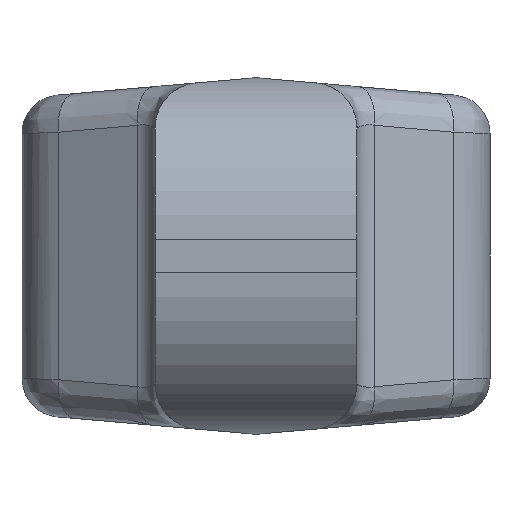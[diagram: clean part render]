
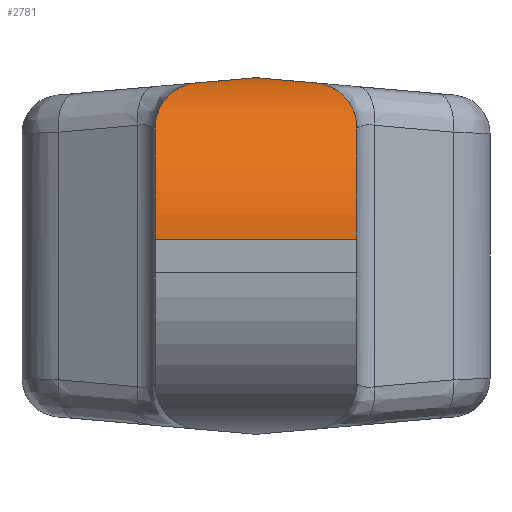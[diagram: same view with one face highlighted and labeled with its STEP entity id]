
A CAD part, left-side view. The second image highlights one B-rep face of the part: STEP entity #2781.
In plain terms, the highlighted cylindrical face has radius 12.7 mm (diameter 25.4 mm), a partial arc.
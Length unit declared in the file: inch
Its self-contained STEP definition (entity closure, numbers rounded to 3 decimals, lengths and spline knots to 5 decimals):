
#12 = CARTESIAN_POINT ( 'NONE',  ( -1.13167, 0.1967, 0.53471 ) ) ;
#19 = EDGE_CURVE ( 'NONE', #2667, #2239, #2312, .T. ) ;
#21 = CARTESIAN_POINT ( 'NONE',  ( -1.32478, 0.30865, 0.43334 ) ) ;
#24 = CARTESIAN_POINT ( 'NONE',  ( -1.13967, -0.20719, 0.53245 ) ) ;
#41 = CARTESIAN_POINT ( 'NONE',  ( -1.13167, -0.1967, 0.53471 ) ) ;
#91 = ORIENTED_EDGE ( 'NONE', *, *, #2548, .T. ) ;
#133 = ORIENTED_EDGE ( 'NONE', *, *, #2483, .F. ) ;
#147 = LINE ( 'NONE', #222, #1735 ) ;
#156 = CARTESIAN_POINT ( 'NONE',  ( -1.23146, -0.27181, 0.4957 ) ) ;
#222 = CARTESIAN_POINT ( 'NONE',  ( -1.5, 0.72627, 0.05234 ) ) ;
#233 = CARTESIAN_POINT ( 'NONE',  ( -1.14418, 0.21193, 0.53113 ) ) ;
#245 = CARTESIAN_POINT ( 'NONE',  ( -1.3625, 0.3125, 0.39671 ) ) ;
#356 = CARTESIAN_POINT ( 'NONE',  ( -1.12609, -0.1847, 0.53618 ) ) ;
#380 = CARTESIAN_POINT ( 'NONE',  ( -1.25257, -0.28221, 0.48403 ) ) ;
#412 = DIRECTION ( 'NONE',  ( 0., -1., 0. ) ) ;
#432 = CARTESIAN_POINT ( 'NONE',  ( -1.12824, -0.1911, 0.53562 ) ) ;
#457 = CARTESIAN_POINT ( 'NONE',  ( -1.1684, 0.23295, 0.52326 ) ) ;
#514 = CARTESIAN_POINT ( 'NONE',  ( -1.0426, 0., 0.55234 ) ) ;
#547 = AXIS2_PLACEMENT_3D ( 'NONE', #1678, #412, #1899 ) ;
#581 = EDGE_CURVE ( 'NONE', #2239, #1661, #147, .T. ) ;
#592 = DIRECTION ( 'NONE',  ( 0., -1., 0. ) ) ;
#664 = ORIENTED_EDGE ( 'NONE', *, *, #19, .T. ) ;
#668 = VERTEX_POINT ( 'NONE', #1432 ) ;
#671 = CARTESIAN_POINT ( 'NONE',  ( -1.19978, 0.25396, 0.51084 ) ) ;
#734 = ORIENTED_EDGE ( 'NONE', *, *, #1484, .F. ) ;
#740 = CARTESIAN_POINT ( 'NONE',  ( -1.29448, -0.29931, 0.45662 ) ) ;
#888 = AXIS2_PLACEMENT_3D ( 'NONE', #2731, #592, #1662 ) ;
#897 = CARTESIAN_POINT ( 'NONE',  ( -1.23146, 0.27181, 0.4957 ) ) ;
#934 = DIRECTION ( 'NONE',  ( 0., -1., 0. ) ) ;
#974 = DIRECTION ( 'NONE',  ( -1., 0., 0. ) ) ;
#1091 = CARTESIAN_POINT ( 'NONE',  ( -1.3625, -0.3125, 0.39671 ) ) ;
#1100 = VERTEX_POINT ( 'NONE', #2304 ) ;
#1112 = CARTESIAN_POINT ( 'NONE',  ( -1.26311, 0.28698, 0.4777 ) ) ;
#1204 = CARTESIAN_POINT ( 'NONE',  ( -1.08486, -0.0619, 0.54692 ) ) ;
#1258 = CARTESIAN_POINT ( 'NONE',  ( -1.19978, -0.25396, 0.51084 ) ) ;
#1313 = CARTESIAN_POINT ( 'NONE',  ( -1.12609, 0.1847, 0.53618 ) ) ;
#1325 = CARTESIAN_POINT ( 'NONE',  ( -1.29448, 0.29931, 0.45662 ) ) ;
#1332 = EDGE_CURVE ( 'NONE', #2658, #668, #2543, .T. ) ;
#1374 = CARTESIAN_POINT ( 'NONE',  ( -1.12609, 0.1847, 0.53618 ) ) ;
#1404 = VERTEX_POINT ( 'NONE', #2099 ) ;
#1432 = CARTESIAN_POINT ( 'NONE',  ( -1.12609, -0.1847, 0.53618 ) ) ;
#1484 = EDGE_CURVE ( 'NONE', #668, #1100, #2596, .T. ) ;
#1510 = CARTESIAN_POINT ( 'NONE',  ( -1., 0.3125, 0.05234 ) ) ;
#1515 = CARTESIAN_POINT ( 'NONE',  ( -1.13967, 0.20719, 0.53245 ) ) ;
#1522 = CARTESIAN_POINT ( 'NONE',  ( -1.34409, 0.3125, 0.4161 ) ) ;
#1547 =( BOUNDED_CURVE ( )  B_SPLINE_CURVE ( 3, ( #2434, #514, #2648, #1374 ),
 .UNSPECIFIED., .F., .T. ) 
 B_SPLINE_CURVE_WITH_KNOTS ( ( 4, 4 ),
 ( 0., 0.25493 ),
 .UNSPECIFIED. ) 
 CURVE ( )  GEOMETRIC_REPRESENTATION_ITEM ( )  RATIONAL_B_SPLINE_CURVE ( ( 1., 0.995, 0.995, 1. ) ) 
 REPRESENTATION_ITEM ( '' )  );
#1593 = CARTESIAN_POINT ( 'NONE',  ( -1.3625, 0.3125, 0.39671 ) ) ;
#1633 = CARTESIAN_POINT ( 'NONE',  ( -1.34409, -0.3125, 0.4161 ) ) ;
#1638 = ORIENTED_EDGE ( 'NONE', *, *, #581, .T. ) ;
#1650 = CARTESIAN_POINT ( 'NONE',  ( -1.28413, -0.29556, 0.46396 ) ) ;
#1661 = VERTEX_POINT ( 'NONE', #2474 ) ;
#1662 = DIRECTION ( 'NONE',  ( 1., 0., 0. ) ) ;
#1678 = CARTESIAN_POINT ( 'NONE',  ( -1., -0.3125, 0.05234 ) ) ;
#1735 = VECTOR ( 'NONE', #934, 39.37008 ) ;
#1737 = CARTESIAN_POINT ( 'NONE',  ( -1.15823, 0.22521, 0.52675 ) ) ;
#1763 = CARTESIAN_POINT ( 'NONE',  ( -1.32478, -0.30865, 0.43334 ) ) ;
#1788 = CARTESIAN_POINT ( 'NONE',  ( -1.0426, 0., 0.55234 ) ) ;
#1797 = CARTESIAN_POINT ( 'NONE',  ( -1.14418, -0.21193, 0.53113 ) ) ;
#1829 = CARTESIAN_POINT ( 'NONE',  ( -1., 0., 0.55234 ) ) ;
#1899 = DIRECTION ( 'NONE',  ( -1., 0., 0. ) ) ;
#1926 = ORIENTED_EDGE ( 'NONE', *, *, #1961, .T. ) ;
#1949 = CARTESIAN_POINT ( 'NONE',  ( -1.18924, 0.2474, 0.51528 ) ) ;
#1961 = EDGE_CURVE ( 'NONE', #2658, #1404, #1547, .T. ) ;
#1962 = CYLINDRICAL_SURFACE ( 'NONE', #888, 0.5 ) ;
#1998 = CIRCLE ( 'NONE', #547, 0.5 ) ;
#2028 = FACE_OUTER_BOUND ( 'NONE', #2193, .T. ) ;
#2045 = CARTESIAN_POINT ( 'NONE',  ( -1.15823, -0.22521, 0.52675 ) ) ;
#2055 = DIRECTION ( 'NONE',  ( 0., -1., 0. ) ) ;
#2057 = CARTESIAN_POINT ( 'NONE',  ( -1.12609, -0.1847, 0.53618 ) ) ;
#2059 = B_SPLINE_CURVE_WITH_KNOTS ( 'NONE', 3,
 ( #1313, #2575, #12, #1515, #233, #1737, #457, #1949, #671, #2179, #897, #2380, #1112, #2584, #1325, #21, #1522, #245 ),
 .UNSPECIFIED., .F., .F.,
 ( 4, 2, 2, 2, 2, 2, 2, 2, 4 ),
 ( 0., 0.00051, 0.00101, 0.00202, 0.00303, 0.00404, 0.00505, 0.00606, 0.00809 ),
 .UNSPECIFIED. ) ;
#2099 = CARTESIAN_POINT ( 'NONE',  ( -1.12609, 0.1847, 0.53618 ) ) ;
#2150 = ORIENTED_EDGE ( 'NONE', *, *, #1332, .F. ) ;
#2179 = CARTESIAN_POINT ( 'NONE',  ( -1.22089, 0.26617, 0.50105 ) ) ;
#2193 = EDGE_LOOP ( 'NONE', ( #1926, #91, #664, #1638, #133, #734, #2150 ) ) ;
#2239 = VERTEX_POINT ( 'NONE', #2384 ) ;
#2258 = AXIS2_PLACEMENT_3D ( 'NONE', #1510, #2055, #974 ) ;
#2304 = CARTESIAN_POINT ( 'NONE',  ( -1.3625, -0.3125, 0.39671 ) ) ;
#2312 = CIRCLE ( 'NONE', #2258, 0.5 ) ;
#2340 = CARTESIAN_POINT ( 'NONE',  ( -1.22089, -0.26617, 0.50105 ) ) ;
#2380 = CARTESIAN_POINT ( 'NONE',  ( -1.25257, 0.28221, 0.48403 ) ) ;
#2384 = CARTESIAN_POINT ( 'NONE',  ( -1.5, 0.3125, 0.05234 ) ) ;
#2434 = CARTESIAN_POINT ( 'NONE',  ( -1., 0., 0.55234 ) ) ;
#2474 = CARTESIAN_POINT ( 'NONE',  ( -1.5, -0.3125, 0.05234 ) ) ;
#2483 = EDGE_CURVE ( 'NONE', #1100, #1661, #1998, .T. ) ;
#2496 = CARTESIAN_POINT ( 'NONE',  ( -1.26311, -0.28698, 0.4777 ) ) ;
#2543 =( BOUNDED_CURVE ( )  B_SPLINE_CURVE ( 3, ( #2743, #1788, #1204, #2057 ),
 .UNSPECIFIED., .F., .T. ) 
 B_SPLINE_CURVE_WITH_KNOTS ( ( 4, 4 ),
 ( 0., 0.25493 ),
 .UNSPECIFIED. ) 
 CURVE ( )  GEOMETRIC_REPRESENTATION_ITEM ( )  RATIONAL_B_SPLINE_CURVE ( ( 1., 0.995, 0.995, 1. ) ) 
 REPRESENTATION_ITEM ( '' )  );
#2548 = EDGE_CURVE ( 'NONE', #1404, #2667, #2059, .T. ) ;
#2575 = CARTESIAN_POINT ( 'NONE',  ( -1.12824, 0.1911, 0.53562 ) ) ;
#2584 = CARTESIAN_POINT ( 'NONE',  ( -1.28413, 0.29556, 0.46396 ) ) ;
#2596 = B_SPLINE_CURVE_WITH_KNOTS ( 'NONE', 3,
 ( #356, #432, #41, #24, #1797, #2045, #2678, #2746, #1258, #2340, #156, #380, #2496, #1650, #740, #1763, #1633, #1091 ),
 .UNSPECIFIED., .F., .F.,
 ( 4, 2, 2, 2, 2, 2, 2, 2, 4 ),
 ( 0., 0.00051, 0.00101, 0.00202, 0.00303, 0.00404, 0.00505, 0.00606, 0.00809 ),
 .UNSPECIFIED. ) ;
#2648 = CARTESIAN_POINT ( 'NONE',  ( -1.08486, 0.0619, 0.54692 ) ) ;
#2658 = VERTEX_POINT ( 'NONE', #1829 ) ;
#2667 = VERTEX_POINT ( 'NONE', #1593 ) ;
#2678 = CARTESIAN_POINT ( 'NONE',  ( -1.1684, -0.23295, 0.52326 ) ) ;
#2731 = CARTESIAN_POINT ( 'NONE',  ( -1., 0.72627, 0.05234 ) ) ;
#2743 = CARTESIAN_POINT ( 'NONE',  ( -1., 0., 0.55234 ) ) ;
#2746 = CARTESIAN_POINT ( 'NONE',  ( -1.18924, -0.2474, 0.51528 ) ) ;
#2781 = ADVANCED_FACE ( 'NONE', ( #2028 ), #1962, .T. ) ;
